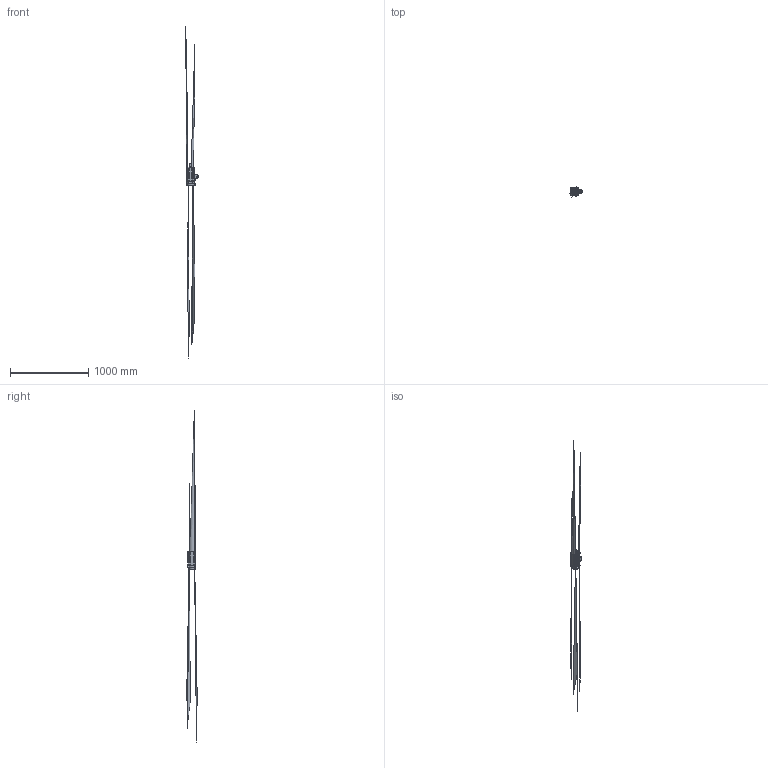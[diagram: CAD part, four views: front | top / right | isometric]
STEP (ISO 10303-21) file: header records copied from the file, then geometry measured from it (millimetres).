
FILE_DESCRIPTION( ('This file contains a STEP AP42 implementation' ,'as created by ZW3D STEP Interface translator.') ,'2;1' );
FILE_NAME( 'SV-X6MA250A-B4LD 20230105.stp' ,'23 1 7.152927', (''), ('ZWCAD Software Co.'), 'Version 1.0', 'ZW3D to STEP translator', '' );
FILE_SCHEMA(('AUTOMOTIVE_DESIGN { 1 0 10303 214 1 1 1 1 }'));
Length unit declared in the file: millimetre
Products named in the file (1): 0
Bounding box: 160.63 x 129.42 x 4248.13 mm (x, y, z)
Volume: 2679827.8 mm3; surface area: 229534 mm2
Topology: 1 solids, 1 shells, 2954 faces, 8260 edges, 5323 vertices
Faces by surface type: plane 1062, cylinder 993, bspline 495, torus 249, cone 113, sphere 42
Full cylindrical faces by diameter (mm): 0.8 x4, 1 x10, 2.5 x90, 3 x91, 3.1 x4, 3.2 x8, 4.2 x12, 5 x12, 5.1 x1, 5.5 x8, 5.8 x4, 6 x12, 6.5 x4, 6.7 x4, 7 x4, 8 x8, 9 x4, 11.8 x1, 15.2 x1, 18.8 x1, 19 x1, 19.8 x1, 26 x1, 26.85 x1, 29.8 x1, 32 x1, 32.1 x1, 35 x1, 86 x1, 95 x3
Entity records: 167477 total; most frequent: CARTESIAN_POINT 94860, ORIENTED_EDGE 16278, DIRECTION 12008, EDGE_CURVE 8123, VERTEX_POINT 5313, AXIS2_PLACEMENT_3D 4483, EDGE_LOOP 3112, VECTOR 3042
